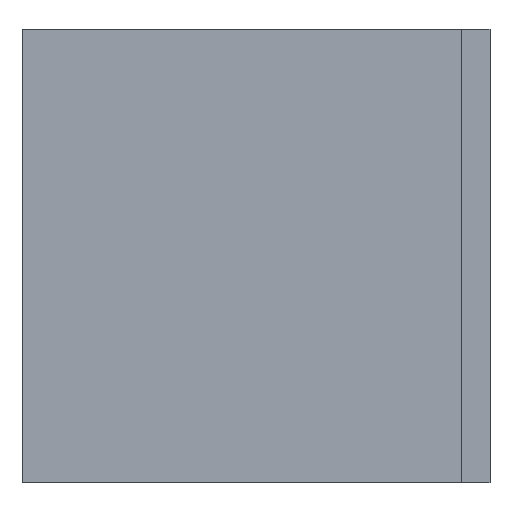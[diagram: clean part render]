
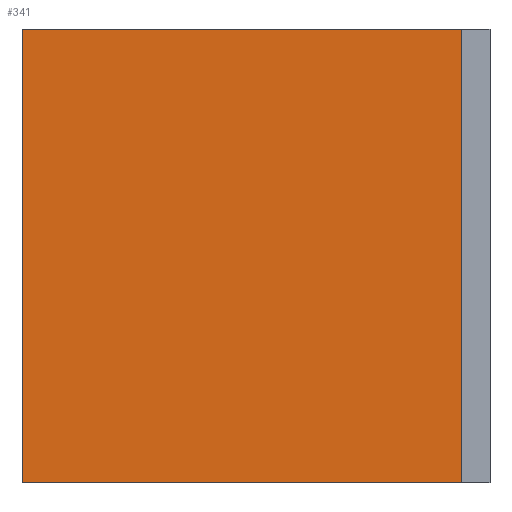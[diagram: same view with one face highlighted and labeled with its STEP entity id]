
A CAD part, left-side view. The second image highlights one B-rep face of the part: STEP entity #341.
In plain terms, the highlighted planar face has unit normal (-1, 0, 0).
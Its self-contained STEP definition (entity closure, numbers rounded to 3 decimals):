
#24=FACE_OUTER_BOUND('',#42,.T.);
#42=EDGE_LOOP('',(#257,#258,#259,#260));
#67=LINE('',#509,#109);
#82=LINE('',#544,#124);
#83=LINE('',#547,#125);
#84=LINE('',#548,#126);
#109=VECTOR('',#411,10.);
#124=VECTOR('',#440,10.);
#125=VECTOR('',#443,10.);
#126=VECTOR('',#444,10.);
#151=VERTEX_POINT('',#506);
#152=VERTEX_POINT('',#508);
#165=VERTEX_POINT('',#542);
#166=VERTEX_POINT('',#546);
#183=EDGE_CURVE('',#152,#151,#67,.T.);
#201=EDGE_CURVE('',#165,#151,#82,.T.);
#202=EDGE_CURVE('',#165,#166,#83,.T.);
#203=EDGE_CURVE('',#166,#152,#84,.T.);
#257=ORIENTED_EDGE('',*,*,#202,.T.);
#258=ORIENTED_EDGE('',*,*,#203,.T.);
#259=ORIENTED_EDGE('',*,*,#183,.T.);
#260=ORIENTED_EDGE('',*,*,#201,.F.);
#326=PLANE('',#385);
#341=ADVANCED_FACE('',(#24),#326,.T.);
#385=AXIS2_PLACEMENT_3D('',#545,#441,#442);
#411=DIRECTION('',(0.,-1.,0.));
#440=DIRECTION('',(0.,0.,-1.));
#441=DIRECTION('center_axis',(-1.,0.,0.));
#442=DIRECTION('ref_axis',(0.,0.,1.));
#443=DIRECTION('',(0.,1.,0.));
#444=DIRECTION('',(0.,0.,-1.));
#506=CARTESIAN_POINT('',(-18.,0.,-8.));
#508=CARTESIAN_POINT('',(-18.,15.5,-8.));
#509=CARTESIAN_POINT('',(-18.,0.,-8.));
#542=CARTESIAN_POINT('',(-18.,0.,8.));
#544=CARTESIAN_POINT('',(-18.,0.,0.));
#545=CARTESIAN_POINT('Origin',(-18.,0.,0.));
#546=CARTESIAN_POINT('',(-18.,15.5,8.));
#547=CARTESIAN_POINT('',(-18.,0.,8.));
#548=CARTESIAN_POINT('',(-18.,15.5,0.));
